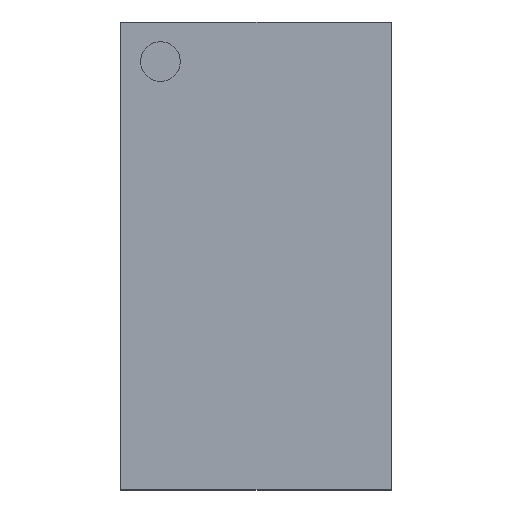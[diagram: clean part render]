
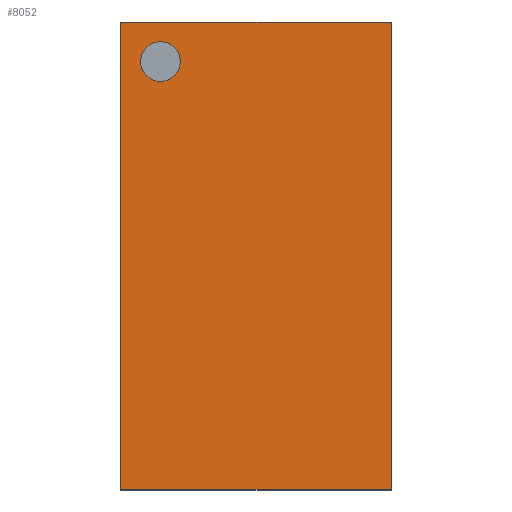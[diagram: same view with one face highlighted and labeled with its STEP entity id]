
A CAD part, top view. The second image highlights one B-rep face of the part: STEP entity #8052.
In plain terms, the highlighted planar face has unit normal (0, 0, 1).
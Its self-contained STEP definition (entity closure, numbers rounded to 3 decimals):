
#4187=CARTESIAN_POINT('',(-1.15,2.95,0.8));
#4188=VERTEX_POINT('',#4187);
#4197=CARTESIAN_POINT('',(-1.75,2.95,0.8));
#4198=VERTEX_POINT('',#4197);
#4199=CARTESIAN_POINT('',(-1.45,2.95,0.8));
#4200=DIRECTION('',(0.0,0.0,-1.0));
#4201=DIRECTION('',(1.0,0.0,0.0));
#4202=AXIS2_PLACEMENT_3D('',#4199,#4200,#4201);
#4203=CIRCLE('',#4202,0.3);
#4204=EDGE_CURVE('',#4198,#4188,#4203,.T.);
#4238=CARTESIAN_POINT('',(-1.45,2.95,0.8));
#4239=DIRECTION('',(0.0,0.0,-1.0));
#4240=DIRECTION('',(1.0,0.0,0.0));
#4241=AXIS2_PLACEMENT_3D('',#4238,#4239,#4240);
#4242=CIRCLE('',#4241,0.3);
#4243=EDGE_CURVE('',#4188,#4198,#4242,.T.);
#7607=CARTESIAN_POINT('',(-2.05,-3.55,0.8));
#7608=VERTEX_POINT('',#7607);
#7615=CARTESIAN_POINT('',(-2.05,3.55,0.8));
#7616=VERTEX_POINT('',#7615);
#7617=CARTESIAN_POINT('',(-2.05,3.55,0.8));
#7618=DIRECTION('',(0.0,-1.0,0.0));
#7619=VECTOR('',#7618,7.1);
#7620=LINE('',#7617,#7619);
#7621=EDGE_CURVE('',#7616,#7608,#7620,.T.);
#7931=CARTESIAN_POINT('',(2.05,3.55,0.8));
#7932=VERTEX_POINT('',#7931);
#7933=CARTESIAN_POINT('',(2.05,3.55,0.8));
#7934=DIRECTION('',(-1.0,0.0,0.0));
#7935=VECTOR('',#7934,4.1);
#7936=LINE('',#7933,#7935);
#7937=EDGE_CURVE('',#7932,#7616,#7936,.T.);
#7960=CARTESIAN_POINT('',(2.05,-3.55,0.8));
#7961=VERTEX_POINT('',#7960);
#7962=CARTESIAN_POINT('',(2.05,-3.55,0.8));
#7963=DIRECTION('',(0.0,1.0,0.0));
#7964=VECTOR('',#7963,7.1);
#7965=LINE('',#7962,#7964);
#7966=EDGE_CURVE('',#7961,#7932,#7965,.T.);
#8027=CARTESIAN_POINT('',(-2.05,-3.55,0.8));
#8028=DIRECTION('',(1.0,0.0,0.0));
#8029=VECTOR('',#8028,4.1);
#8030=LINE('',#8027,#8029);
#8031=EDGE_CURVE('',#7608,#7961,#8030,.T.);
#8037=CARTESIAN_POINT('',(0.0,0.,0.8));
#8038=DIRECTION('',(0.0,0.0,1.0));
#8039=DIRECTION('',(1.0,0.0,0.0));
#8040=AXIS2_PLACEMENT_3D('',#8037,#8038,#8039);
#8041=PLANE('',#8040);
#8042=ORIENTED_EDGE('',*,*,#7621,.T.);
#8043=ORIENTED_EDGE('',*,*,#8031,.T.);
#8044=ORIENTED_EDGE('',*,*,#7966,.T.);
#8045=ORIENTED_EDGE('',*,*,#7937,.T.);
#8046=EDGE_LOOP('',(#8042,#8043,#8044,#8045));
#8047=FACE_OUTER_BOUND('',#8046,.T.);
#8048=ORIENTED_EDGE('',*,*,#4243,.T.);
#8049=ORIENTED_EDGE('',*,*,#4204,.T.);
#8050=EDGE_LOOP('',(#8048,#8049));
#8051=FACE_BOUND('',#8050,.T.);
#8052=ADVANCED_FACE('',(#8047,#8051),#8041,.T.);
